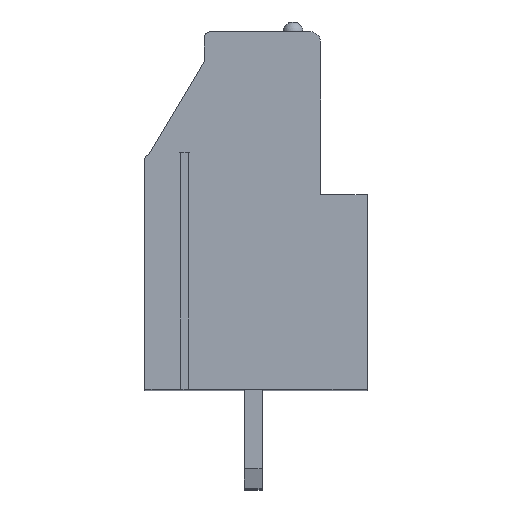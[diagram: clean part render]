
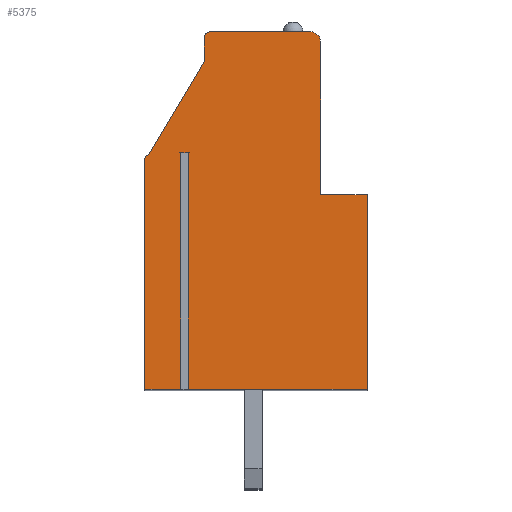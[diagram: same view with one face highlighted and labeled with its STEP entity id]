
A CAD part, top view. The second image highlights one B-rep face of the part: STEP entity #5375.
In plain terms, the highlighted planar face has unit normal (0, 0, 1).
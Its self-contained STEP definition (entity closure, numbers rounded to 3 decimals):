
#30=DIRECTION('',(-1.,0.,0.));
#31=VECTOR('',#30,0.38);
#32=CARTESIAN_POINT('',(-3.27,4.204,48.26));
#33=LINE('',#32,#31);
#34=DIRECTION('',(0.,1.,0.));
#35=VECTOR('',#34,11.9);
#36=CARTESIAN_POINT('',(-3.65,-7.696,48.26));
#37=LINE('',#36,#35);
#38=DIRECTION('',(1.,0.,0.));
#39=VECTOR('',#38,1.81);
#40=CARTESIAN_POINT('',(-5.46,-7.696,48.26));
#41=LINE('',#40,#39);
#42=DIRECTION('',(0.,-1.,0.));
#43=VECTOR('',#42,11.6);
#44=CARTESIAN_POINT('',(-5.46,3.904,48.26));
#45=LINE('',#44,#43);
#46=CARTESIAN_POINT('',(-5.26,3.904,48.26));
#47=DIRECTION('',(0.,0.,1.));
#48=DIRECTION('',(0.,1.,0.));
#49=AXIS2_PLACEMENT_3D('',#46,#47,#48);
#51=DIRECTION('',(-0.512,-0.859,0.));
#52=VECTOR('',#51,5.471);
#53=CARTESIAN_POINT('',(-2.46,8.804,48.26));
#54=LINE('',#53,#52);
#55=DIRECTION('',(0.,-1.,0.));
#56=VECTOR('',#55,1.2);
#57=CARTESIAN_POINT('',(-2.46,10.004,48.26));
#58=LINE('',#57,#56);
#59=CARTESIAN_POINT('',(-2.16,10.004,48.26));
#60=DIRECTION('',(0.,0.,1.));
#61=DIRECTION('',(0.,1.,0.));
#62=AXIS2_PLACEMENT_3D('',#59,#60,#61);
#64=DIRECTION('',(-1.,0.,0.));
#65=VECTOR('',#64,5.05);
#66=CARTESIAN_POINT('',(2.89,10.304,48.26));
#67=LINE('',#66,#65);
#68=CARTESIAN_POINT('',(2.89,9.804,48.26));
#69=DIRECTION('',(0.,0.,1.));
#70=DIRECTION('',(1.,0.,0.));
#71=AXIS2_PLACEMENT_3D('',#68,#69,#70);
#73=DIRECTION('',(0.,1.,0.));
#74=VECTOR('',#73,7.7);
#75=CARTESIAN_POINT('',(3.39,2.104,48.26));
#76=LINE('',#75,#74);
#77=DIRECTION('',(-1.,0.,0.));
#78=VECTOR('',#77,2.35);
#79=CARTESIAN_POINT('',(5.74,2.104,48.26));
#80=LINE('',#79,#78);
#81=DIRECTION('',(0.,1.,0.));
#82=VECTOR('',#81,9.8);
#83=CARTESIAN_POINT('',(5.74,-7.696,48.26));
#84=LINE('',#83,#82);
#85=DIRECTION('',(1.,0.,0.));
#86=VECTOR('',#85,9.01);
#87=CARTESIAN_POINT('',(-3.27,-7.696,48.26));
#88=LINE('',#87,#86);
#89=DIRECTION('',(0.,1.,0.));
#90=VECTOR('',#89,11.9);
#91=CARTESIAN_POINT('',(-3.27,-7.696,48.26));
#92=LINE('',#91,#90);
#4120=CARTESIAN_POINT('',(5.74,-7.696,48.26));
#4121=CARTESIAN_POINT('',(5.74,2.104,48.26));
#4122=VERTEX_POINT('',#4120);
#4123=VERTEX_POINT('',#4121);
#4124=CARTESIAN_POINT('',(3.39,2.104,48.26));
#4125=VERTEX_POINT('',#4124);
#4126=CARTESIAN_POINT('',(3.39,9.804,48.26));
#4127=VERTEX_POINT('',#4126);
#4128=CARTESIAN_POINT('',(2.89,10.304,48.26));
#4129=VERTEX_POINT('',#4128);
#4130=CARTESIAN_POINT('',(-2.16,10.304,48.26));
#4131=VERTEX_POINT('',#4130);
#4132=CARTESIAN_POINT('',(-2.46,10.004,48.26));
#4133=VERTEX_POINT('',#4132);
#4134=CARTESIAN_POINT('',(-2.46,8.804,48.26));
#4135=VERTEX_POINT('',#4134);
#4136=CARTESIAN_POINT('',(-5.26,4.104,48.26));
#4137=VERTEX_POINT('',#4136);
#4138=CARTESIAN_POINT('',(-5.46,3.904,48.26));
#4139=VERTEX_POINT('',#4138);
#4140=CARTESIAN_POINT('',(-5.46,-7.696,48.26));
#4141=VERTEX_POINT('',#4140);
#4222=CARTESIAN_POINT('',(-3.27,4.204,48.26));
#4223=CARTESIAN_POINT('',(-3.65,4.204,48.26));
#4224=VERTEX_POINT('',#4222);
#4225=VERTEX_POINT('',#4223);
#4226=CARTESIAN_POINT('',(-3.27,-7.696,48.26));
#4227=VERTEX_POINT('',#4226);
#4228=CARTESIAN_POINT('',(-3.65,-7.696,48.26));
#4229=VERTEX_POINT('',#4228);
#5338=CARTESIAN_POINT('',(0.,0.,48.26));
#5339=DIRECTION('',(0.,0.,1.));
#5340=DIRECTION('',(1.,0.,0.));
#5341=AXIS2_PLACEMENT_3D('',#5338,#5339,#5340);
#5342=PLANE('',#5341);
#5344=ORIENTED_EDGE('',*,*,#5343,.T.);
#5346=ORIENTED_EDGE('',*,*,#5345,.F.);
#5348=ORIENTED_EDGE('',*,*,#5347,.F.);
#5350=ORIENTED_EDGE('',*,*,#5349,.F.);
#5352=ORIENTED_EDGE('',*,*,#5351,.F.);
#5354=ORIENTED_EDGE('',*,*,#5353,.F.);
#5356=ORIENTED_EDGE('',*,*,#5355,.F.);
#5358=ORIENTED_EDGE('',*,*,#5357,.F.);
#5360=ORIENTED_EDGE('',*,*,#5359,.F.);
#5362=ORIENTED_EDGE('',*,*,#5361,.F.);
#5364=ORIENTED_EDGE('',*,*,#5363,.F.);
#5366=ORIENTED_EDGE('',*,*,#5365,.F.);
#5368=ORIENTED_EDGE('',*,*,#5367,.F.);
#5370=ORIENTED_EDGE('',*,*,#5369,.F.);
#5372=ORIENTED_EDGE('',*,*,#5371,.T.);
#5373=EDGE_LOOP('',(#5344,#5346,#5348,#5350,#5352,#5354,#5356,#5358,#5360,#5362,
#5364,#5366,#5368,#5370,#5372));
#5374=FACE_OUTER_BOUND('',#5373,.F.);
#50=CIRCLE('',#49,0.2);
#63=CIRCLE('',#62,0.3);
#72=CIRCLE('',#71,0.5);
#5343=EDGE_CURVE('',#4224,#4225,#33,.T.);
#5345=EDGE_CURVE('',#4229,#4225,#37,.T.);
#5347=EDGE_CURVE('',#4141,#4229,#41,.T.);
#5349=EDGE_CURVE('',#4139,#4141,#45,.T.);
#5351=EDGE_CURVE('',#4137,#4139,#50,.T.);
#5353=EDGE_CURVE('',#4135,#4137,#54,.T.);
#5355=EDGE_CURVE('',#4133,#4135,#58,.T.);
#5357=EDGE_CURVE('',#4131,#4133,#63,.T.);
#5359=EDGE_CURVE('',#4129,#4131,#67,.T.);
#5361=EDGE_CURVE('',#4127,#4129,#72,.T.);
#5363=EDGE_CURVE('',#4125,#4127,#76,.T.);
#5365=EDGE_CURVE('',#4123,#4125,#80,.T.);
#5367=EDGE_CURVE('',#4122,#4123,#84,.T.);
#5369=EDGE_CURVE('',#4227,#4122,#88,.T.);
#5371=EDGE_CURVE('',#4227,#4224,#92,.T.);
#5375=ADVANCED_FACE('',(#5374),#5342,.T.);
